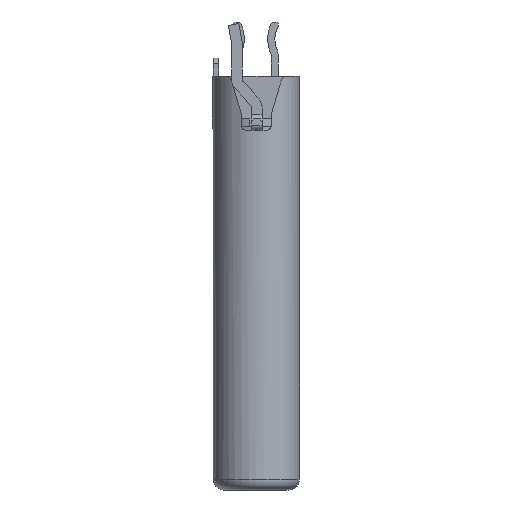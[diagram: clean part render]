
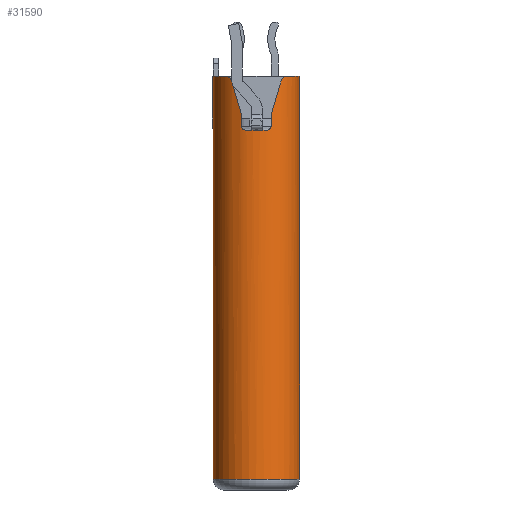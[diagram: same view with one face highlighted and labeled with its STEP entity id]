
A CAD part, left-side view. The second image highlights one B-rep face of the part: STEP entity #31590.
In plain terms, the highlighted cylindrical face has radius 1.2 mm (diameter 2.4 mm), a partial arc.
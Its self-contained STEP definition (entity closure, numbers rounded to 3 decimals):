
#5875=CARTESIAN_POINT('',(-2.925,0.02,2.414));
#5876=DIRECTION('',(0.,0.,-1.));
#5877=DIRECTION('',(0.,-1.,0.));
#5878=AXIS2_PLACEMENT_3D('',#5875,#5876,#5877);
#5910=CARTESIAN_POINT('',(-3.909,-0.667,
2.285));
#5911=CARTESIAN_POINT('',(-3.907,-0.67,
2.296));
#5912=CARTESIAN_POINT('',(-3.901,-0.679,
2.317));
#5913=CARTESIAN_POINT('',(-3.886,-0.698,
2.347));
#5914=CARTESIAN_POINT('',(-3.867,-0.724,
2.374));
#5915=CARTESIAN_POINT('',(-3.84,-0.757,
2.395));
#5916=CARTESIAN_POINT('',(-3.806,-0.796,
2.41));
#5917=CARTESIAN_POINT('',(-3.778,-0.825,2.414));
#5918=CARTESIAN_POINT('',(-3.762,-0.84,2.414));
#5923=DIRECTION('',(0.,0.,-1.));
#5924=VECTOR('',#5923,11.2);
#5925=CARTESIAN_POINT('',(-2.925,-1.18,2.414));
#5926=LINE('',#5925,#5924);
#5930=DIRECTION('',(0.,0.,1.));
#5931=VECTOR('',#5930,11.2);
#5932=CARTESIAN_POINT('',(-2.925,1.22,-8.786));
#5933=LINE('',#5932,#5931);
#5937=CARTESIAN_POINT('',(-3.909,0.707,
2.285));
#5938=CARTESIAN_POINT('',(-3.967,0.624,
2.003));
#5939=CARTESIAN_POINT('',(-4.01,0.541,
1.72));
#5940=CARTESIAN_POINT('',(-4.043,0.457,
1.435));
#5945=DIRECTION('',(0.,0.,-1.));
#5946=VECTOR('',#5945,0.287);
#5947=CARTESIAN_POINT('',(-4.047,0.445,1.351));
#5948=LINE('',#5947,#5946);
#5952=DIRECTION('',(0.,0.,1.));
#5953=VECTOR('',#5952,0.287);
#5954=CARTESIAN_POINT('',(-4.047,-0.405,1.064));
#5955=LINE('',#5954,#5953);
#5959=CARTESIAN_POINT('',(-4.043,-0.417,
1.435));
#5960=CARTESIAN_POINT('',(-4.01,-0.501,
1.72));
#5961=CARTESIAN_POINT('',(-3.967,-0.584,
2.003));
#5962=CARTESIAN_POINT('',(-3.909,-0.667,
2.285));
#5999=CARTESIAN_POINT('',(-2.925,0.02,-8.786));
#6000=DIRECTION('',(0.,0.,1.));
#6001=DIRECTION('',(0.,1.,0.));
#6002=AXIS2_PLACEMENT_3D('',#5999,#6000,#6001);
#20255=CARTESIAN_POINT('',(-2.925,0.02,2.414));
#20256=DIRECTION('',(0.,0.,-1.));
#20257=DIRECTION('',(-0.698,0.716,0.));
#20258=AXIS2_PLACEMENT_3D('',#20255,#20256,#20257);
#20298=CARTESIAN_POINT('',(-3.909,0.707,
2.285));
#20299=CARTESIAN_POINT('',(-3.907,0.71,
2.295));
#20300=CARTESIAN_POINT('',(-3.901,0.719,
2.317));
#20301=CARTESIAN_POINT('',(-3.886,0.738,
2.347));
#20302=CARTESIAN_POINT('',(-3.867,0.764,
2.374));
#20303=CARTESIAN_POINT('',(-3.84,0.797,
2.395));
#20304=CARTESIAN_POINT('',(-3.806,0.836,
2.41));
#20305=CARTESIAN_POINT('',(-3.778,0.865,2.414));
#20306=CARTESIAN_POINT('',(-3.762,0.88,2.414));
#20353=CARTESIAN_POINT('',(-4.093,0.295,0.914));
#20354=CARTESIAN_POINT('',(-4.09,0.306,
0.914));
#20355=CARTESIAN_POINT('',(-4.085,0.329,
0.916));
#20356=CARTESIAN_POINT('',(-4.075,0.362,
0.928));
#20357=CARTESIAN_POINT('',(-4.066,0.391,
0.947));
#20358=CARTESIAN_POINT('',(-4.058,0.415,
0.971));
#20359=CARTESIAN_POINT('',(-4.052,0.432,
1.));
#20360=CARTESIAN_POINT('',(-4.048,0.443,
1.031));
#20361=CARTESIAN_POINT('',(-4.047,0.445,
1.053));
#20362=CARTESIAN_POINT('',(-4.047,0.445,1.064));
#20868=CARTESIAN_POINT('',(-4.047,-0.405,1.064));
#20869=CARTESIAN_POINT('',(-4.047,-0.405,
1.053));
#20870=CARTESIAN_POINT('',(-4.048,-0.403,
1.031));
#20871=CARTESIAN_POINT('',(-4.052,-0.392,
1.));
#20872=CARTESIAN_POINT('',(-4.058,-0.375,
0.971));
#20873=CARTESIAN_POINT('',(-4.066,-0.351,
0.947));
#20874=CARTESIAN_POINT('',(-4.075,-0.322,
0.928));
#20875=CARTESIAN_POINT('',(-4.085,-0.289,
0.916));
#20876=CARTESIAN_POINT('',(-4.09,-0.266,
0.914));
#20877=CARTESIAN_POINT('',(-4.093,-0.255,
0.914));
#20889=CARTESIAN_POINT('',(-4.043,-0.417,
1.435));
#20890=CARTESIAN_POINT('',(-4.044,-0.415,
1.426));
#20891=CARTESIAN_POINT('',(-4.045,-0.41,
1.408));
#20892=CARTESIAN_POINT('',(-4.047,-0.406,
1.379));
#20893=CARTESIAN_POINT('',(-4.047,-0.405,
1.36));
#20894=CARTESIAN_POINT('',(-4.047,-0.405,
1.351));
#20933=CARTESIAN_POINT('',(-2.925,0.02,0.914));
#20934=DIRECTION('',(0.,0.,-1.));
#20935=DIRECTION('',(-0.973,-0.229,0.));
#20936=AXIS2_PLACEMENT_3D('',#20933,#20934,#20935);
#20941=CARTESIAN_POINT('',(-4.047,0.445,1.351));
#20942=CARTESIAN_POINT('',(-4.047,0.445,
1.36));
#20943=CARTESIAN_POINT('',(-4.047,0.446,
1.379));
#20944=CARTESIAN_POINT('',(-4.045,0.45,
1.408));
#20945=CARTESIAN_POINT('',(-4.044,0.455,
1.426));
#20946=CARTESIAN_POINT('',(-4.043,0.457,
1.435));
#22826=CARTESIAN_POINT('',(-2.925,1.22,2.414));
#22827=VERTEX_POINT('',#22826);
#22828=CARTESIAN_POINT('',(-2.925,1.22,-8.786));
#22829=VERTEX_POINT('',#22828);
#22944=CARTESIAN_POINT('',(-3.762,0.88,2.414));
#22946=VERTEX_POINT('',#22944);
#22949=CARTESIAN_POINT('',(-3.909,0.707,
2.285));
#22950=VERTEX_POINT('',#22949);
#22964=VERTEX_POINT('',#5910);
#22965=VERTEX_POINT('',#5918);
#22966=CARTESIAN_POINT('',(-2.925,-1.18,2.414));
#22967=VERTEX_POINT('',#22966);
#22968=CARTESIAN_POINT('',(-2.925,-1.18,-8.786));
#22969=VERTEX_POINT('',#22968);
#22970=VERTEX_POINT('',#5940);
#22971=VERTEX_POINT('',#20941);
#22972=CARTESIAN_POINT('',(-4.047,0.445,1.064));
#22973=VERTEX_POINT('',#22972);
#22974=VERTEX_POINT('',#20353);
#22975=CARTESIAN_POINT('',(-4.093,-0.255,
0.914));
#22976=VERTEX_POINT('',#22975);
#22977=VERTEX_POINT('',#20868);
#22978=CARTESIAN_POINT('',(-4.047,-0.405,
1.351));
#22979=VERTEX_POINT('',#22978);
#22980=VERTEX_POINT('',#20889);
#31554=CARTESIAN_POINT('',(-2.925,0.02,-24.078));
#31555=DIRECTION('',(0.,0.,1.));
#31556=DIRECTION('',(0.,1.,0.));
#31557=AXIS2_PLACEMENT_3D('',#31554,#31555,#31556);
#31558=CYLINDRICAL_SURFACE('',#31557,1.2);
#31559=ORIENTED_EDGE('',*,*,#31544,.T.);
#31560=ORIENTED_EDGE('',*,*,#31534,.F.);
#31561=ORIENTED_EDGE('',*,*,#31243,.T.);
#31563=ORIENTED_EDGE('',*,*,#31562,.F.);
#31565=ORIENTED_EDGE('',*,*,#31564,.T.);
#31567=ORIENTED_EDGE('',*,*,#31566,.F.);
#31569=ORIENTED_EDGE('',*,*,#31568,.F.);
#31571=ORIENTED_EDGE('',*,*,#31570,.T.);
#31573=ORIENTED_EDGE('',*,*,#31572,.F.);
#31575=ORIENTED_EDGE('',*,*,#31574,.T.);
#31577=ORIENTED_EDGE('',*,*,#31576,.F.);
#31579=ORIENTED_EDGE('',*,*,#31578,.F.);
#31581=ORIENTED_EDGE('',*,*,#31580,.F.);
#31583=ORIENTED_EDGE('',*,*,#31582,.T.);
#31585=ORIENTED_EDGE('',*,*,#31584,.F.);
#31587=ORIENTED_EDGE('',*,*,#31586,.T.);
#31588=EDGE_LOOP('',(#31559,#31560,#31561,#31563,#31565,#31567,#31569,#31571,
#31573,#31575,#31577,#31579,#31581,#31583,#31585,#31587));
#31589=FACE_OUTER_BOUND('',#31588,.F.);
#5879=CIRCLE('',#5878,1.2);
#5919=B_SPLINE_CURVE_WITH_KNOTS('',3,(#5910,#5911,#5912,#5913,#5914,#5915,#5916,
#5917,#5918),.UNSPECIFIED.,.F.,.F.,(4,1,1,1,1,1,4),(0.,0.167,
0.333,0.5,0.667,0.833,1.),
.UNSPECIFIED.);
#5941=B_SPLINE_CURVE_WITH_KNOTS('',3,(#5937,#5938,#5939,#5940),.UNSPECIFIED.,
.F.,.F.,(4,4),(0.,1.),.UNSPECIFIED.);
#5963=B_SPLINE_CURVE_WITH_KNOTS('',3,(#5959,#5960,#5961,#5962),.UNSPECIFIED.,
.F.,.F.,(4,4),(0.,1.),.UNSPECIFIED.);
#6003=CIRCLE('',#6002,1.2);
#20259=CIRCLE('',#20258,1.2);
#20307=B_SPLINE_CURVE_WITH_KNOTS('',3,(#20298,#20299,#20300,#20301,#20302,
#20303,#20304,#20305,#20306),.UNSPECIFIED.,.F.,.F.,(4,1,1,1,1,1,4),(0.,
0.167,0.333,0.5,0.667,0.833,
1.),.UNSPECIFIED.);
#20363=B_SPLINE_CURVE_WITH_KNOTS('',3,(#20353,#20354,#20355,#20356,#20357,
#20358,#20359,#20360,#20361,#20362),.UNSPECIFIED.,.F.,.F.,(4,1,1,1,1,1,1,4),(
0.,0.143,0.286,0.429,0.571,
0.714,0.857,1.),.UNSPECIFIED.);
#20878=B_SPLINE_CURVE_WITH_KNOTS('',3,(#20868,#20869,#20870,#20871,#20872,
#20873,#20874,#20875,#20876,#20877),.UNSPECIFIED.,.F.,.F.,(4,1,1,1,1,1,1,4),(
0.,0.143,0.286,0.429,0.571,
0.714,0.857,1.),.UNSPECIFIED.);
#20895=B_SPLINE_CURVE_WITH_KNOTS('',3,(#20889,#20890,#20891,#20892,#20893,
#20894),.UNSPECIFIED.,.F.,.F.,(4,1,1,4),(0.,0.333,
0.667,1.),.UNSPECIFIED.);
#20937=CIRCLE('',#20936,1.2);
#20947=B_SPLINE_CURVE_WITH_KNOTS('',3,(#20941,#20942,#20943,#20944,#20945,
#20946),.UNSPECIFIED.,.F.,.F.,(4,1,1,4),(0.,0.333,
0.667,1.),.UNSPECIFIED.);
#31243=EDGE_CURVE('',#22967,#22969,#5926,.T.);
#31534=EDGE_CURVE('',#22967,#22965,#5879,.T.);
#31544=EDGE_CURVE('',#22964,#22965,#5919,.T.);
#31562=EDGE_CURVE('',#22829,#22969,#6003,.T.);
#31564=EDGE_CURVE('',#22829,#22827,#5933,.T.);
#31566=EDGE_CURVE('',#22946,#22827,#20259,.T.);
#31568=EDGE_CURVE('',#22950,#22946,#20307,.T.);
#31570=EDGE_CURVE('',#22950,#22970,#5941,.T.);
#31572=EDGE_CURVE('',#22971,#22970,#20947,.T.);
#31574=EDGE_CURVE('',#22971,#22973,#5948,.T.);
#31576=EDGE_CURVE('',#22974,#22973,#20363,.T.);
#31578=EDGE_CURVE('',#22976,#22974,#20937,.T.);
#31580=EDGE_CURVE('',#22977,#22976,#20878,.T.);
#31582=EDGE_CURVE('',#22977,#22979,#5955,.T.);
#31584=EDGE_CURVE('',#22980,#22979,#20895,.T.);
#31586=EDGE_CURVE('',#22980,#22964,#5963,.T.);
#31590=ADVANCED_FACE('',(#31589),#31558,.T.);
